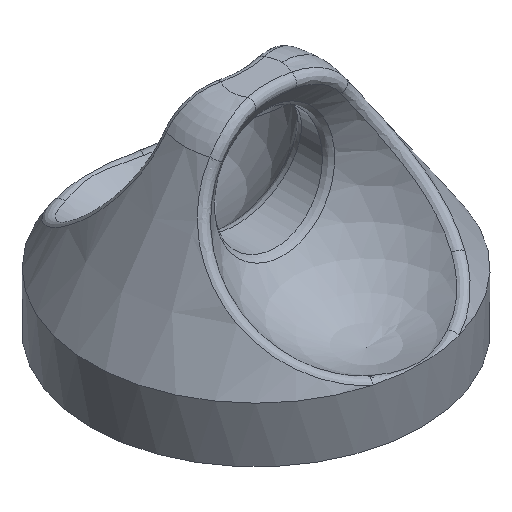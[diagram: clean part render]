
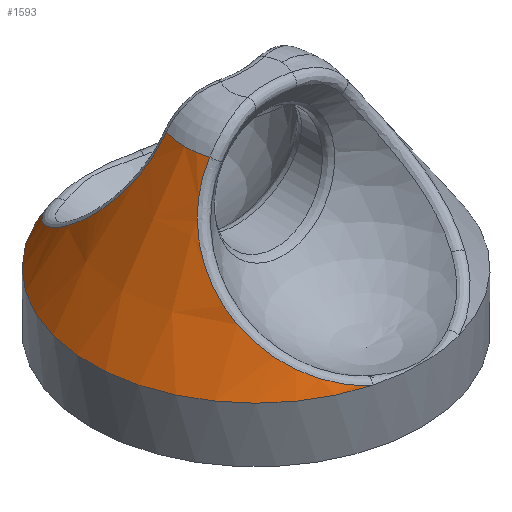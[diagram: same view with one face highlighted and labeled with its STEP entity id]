
A CAD part, isometric view. The second image highlights one B-rep face of the part: STEP entity #1593.
In plain terms, the highlighted conical face has half-angle 33.69 degrees and reference radius 12 mm.
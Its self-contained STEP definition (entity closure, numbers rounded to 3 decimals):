
#450 = VERTEX_POINT('',#451);
#451 = CARTESIAN_POINT('',(-3.137,11.583,4.));
#524 = VERTEX_POINT('',#525);
#525 = CARTESIAN_POINT('',(-4.943,1.574,
    14.219));
#531 = EDGE_CURVE('',#450,#524,#532,.T.);
#532 = ( BOUNDED_CURVE() B_SPLINE_CURVE(10,(#533,#534,#535,#536,#537,
    #538,#539,#540,#541,#542,#543,#544,#545,#546,#547,#548,#549,#550,
    #551,#552,#553,#554,#555,#556,#557,#558,#559,#560,#561),
.UNSPECIFIED.,.F.,.F.) B_SPLINE_CURVE_WITH_KNOTS((11,9,9,11),(
    9.841,17.272,22.125,25.683),
.UNSPECIFIED.) CURVE() GEOMETRIC_REPRESENTATION_ITEM() 
RATIONAL_B_SPLINE_CURVE((1.,1.,1.,1.,1.,1.,1.,1.
    ,1.,1.,1.,1.,1.,1.,1.,1.,1.,1.,1.,1.,1.,1.,1.,1.,1.,1.,1.,1.,1.)) 
REPRESENTATION_ITEM('') );
#533 = CARTESIAN_POINT('',(-3.137,11.583,4.));
#534 = CARTESIAN_POINT('',(-3.994,11.22,
    4.189));
#535 = CARTESIAN_POINT('',(-4.781,10.755,
    4.435));
#536 = CARTESIAN_POINT('',(-5.478,10.208,
    4.732));
#537 = CARTESIAN_POINT('',(-6.072,9.6,5.072)
  );
#538 = CARTESIAN_POINT('',(-6.563,8.955,5.448
    ));
#539 = CARTESIAN_POINT('',(-6.952,8.291,5.856)
  );
#540 = CARTESIAN_POINT('',(-7.247,7.623,6.29
    ));
#541 = CARTESIAN_POINT('',(-7.452,6.961,6.747
    ));
#542 = CARTESIAN_POINT('',(-7.575,6.318,7.225
    ));
#543 = CARTESIAN_POINT('',(-7.653,5.298,8.048
    ));
#544 = CARTESIAN_POINT('',(-7.651,4.907,8.381
    ));
#545 = CARTESIAN_POINT('',(-7.619,4.529,8.722
    ));
#546 = CARTESIAN_POINT('',(-7.559,4.168,9.07
    ));
#547 = CARTESIAN_POINT('',(-7.472,3.824,9.425
    ));
#548 = CARTESIAN_POINT('',(-7.36,3.501,9.787)
  );
#549 = CARTESIAN_POINT('',(-7.225,3.2,
    10.156));
#550 = CARTESIAN_POINT('',(-7.069,2.923,
    10.531));
#551 = CARTESIAN_POINT('',(-6.894,2.672,
    10.911));
#552 = CARTESIAN_POINT('',(-6.56,2.285,11.581
    ));
#553 = CARTESIAN_POINT('',(-6.41,2.136,
    11.867));
#554 = CARTESIAN_POINT('',(-6.249,2.004,12.158
    ));
#555 = CARTESIAN_POINT('',(-6.086,1.886,
    12.444));
#556 = CARTESIAN_POINT('',(-5.901,1.789,
    12.75));
#557 = CARTESIAN_POINT('',(-5.734,1.706,
    13.027));
#558 = CARTESIAN_POINT('',(-5.531,1.646,
    13.343));
#559 = CARTESIAN_POINT('',(-5.35,1.602,13.623
    ));
#560 = CARTESIAN_POINT('',(-5.145,1.579,
    13.929));
#561 = CARTESIAN_POINT('',(-4.943,1.574,
    14.219));
#1538 = EDGE_CURVE('',#450,#1539,#1541,.T.);
#1539 = VERTEX_POINT('',#1540);
#1540 = CARTESIAN_POINT('',(-3.137,-11.583,4.));
#1541 = CIRCLE('',#1542,12.);
#1542 = AXIS2_PLACEMENT_3D('',#1543,#1544,#1545);
#1543 = CARTESIAN_POINT('',(0.,0.,4.));
#1544 = DIRECTION('',(-0.,0.,1.));
#1545 = DIRECTION('',(1.,0.,0.));
#1593 = ADVANCED_FACE('',(#1594),#1634,.T.);
#1594 = FACE_BOUND('',#1595,.T.);
#1595 = EDGE_LOOP('',(#1596,#1597,#1626,#1633));
#1596 = ORIENTED_EDGE('',*,*,#1538,.T.);
#1597 = ORIENTED_EDGE('',*,*,#1598,.F.);
#1598 = EDGE_CURVE('',#1599,#1539,#1601,.T.);
#1599 = VERTEX_POINT('',#1600);
#1600 = CARTESIAN_POINT('',(-4.943,-1.574,
    14.219));
#1601 = ( BOUNDED_CURVE() B_SPLINE_CURVE(12,(#1602,#1603,#1604,#1605,
    #1606,#1607,#1608,#1609,#1610,#1611,#1612,#1613,#1614,#1615,#1616,
    #1617,#1618,#1619,#1620,#1621,#1622,#1623,#1624,#1625),
.UNSPECIFIED.,.F.,.F.) B_SPLINE_CURVE_WITH_KNOTS((13,11,13),(
    23.106,31.521,38.951),.UNSPECIFIED.) 
CURVE() GEOMETRIC_REPRESENTATION_ITEM() RATIONAL_B_SPLINE_CURVE((1.,1.,
    1.,1.,1.,1.,1.,1.,1.,1.,1.,1.,1.,1.,1.,
    1.,1.,1.,1.,
    1.,1.,1.,1.,1.)) 
REPRESENTATION_ITEM('') );
#1602 = CARTESIAN_POINT('',(-4.943,-1.574,
    14.219));
#1603 = CARTESIAN_POINT('',(-5.338,-1.583,
    13.649));
#1604 = CARTESIAN_POINT('',(-5.726,-1.662,
    13.056));
#1605 = CARTESIAN_POINT('',(-6.089,-1.824,
    12.464));
#1606 = CARTESIAN_POINT('',(-6.414,-2.042,
    11.908));
#1607 = CARTESIAN_POINT('',(-6.744,-2.345,
    11.302));
#1608 = CARTESIAN_POINT('',(-6.991,-2.683,
    10.79));
#1609 = CARTESIAN_POINT('',(-7.245,-3.093,
    10.212));
#1610 = CARTESIAN_POINT('',(-7.421,-3.54,9.701
    ));
#1611 = CARTESIAN_POINT('',(-7.563,-4.033,
    9.178));
#1612 = CARTESIAN_POINT('',(-7.645,-4.562,
    8.678));
#1613 = CARTESIAN_POINT('',(-7.666,-5.12,
    8.191));
#1614 = CARTESIAN_POINT('',(-7.582,-6.217,
    7.307));
#1615 = CARTESIAN_POINT('',(-7.491,-6.749,
    6.906));
#1616 = CARTESIAN_POINT('',(-7.345,-7.294,
    6.518));
#1617 = CARTESIAN_POINT('',(-7.14,-7.847,
    6.146));
#1618 = CARTESIAN_POINT('',(-6.872,-8.402,
    5.791));
#1619 = CARTESIAN_POINT('',(-6.539,-8.952,
    5.455));
#1620 = CARTESIAN_POINT('',(-6.138,-9.488,
    5.14));
#1621 = CARTESIAN_POINT('',(-5.666,-10.,
    4.849));
#1622 = CARTESIAN_POINT('',(-5.125,-10.478,
    4.585));
#1623 = CARTESIAN_POINT('',(-4.518,-10.909,
    4.354));
#1624 = CARTESIAN_POINT('',(-3.851,-11.281,
    4.157));
#1625 = CARTESIAN_POINT('',(-3.137,-11.583,4.));
#1626 = ORIENTED_EDGE('',*,*,#1627,.F.);
#1627 = EDGE_CURVE('',#524,#1599,#1628,.T.);
#1628 = CIRCLE('',#1629,5.187);
#1629 = AXIS2_PLACEMENT_3D('',#1630,#1631,#1632);
#1630 = CARTESIAN_POINT('',(0.,0.,14.219));
#1631 = DIRECTION('',(0.,0.,1.));
#1632 = DIRECTION('',(1.,0.,0.));
#1633 = ORIENTED_EDGE('',*,*,#531,.F.);
#1634 = CONICAL_SURFACE('',#1635,12.,0.588);
#1635 = AXIS2_PLACEMENT_3D('',#1636,#1637,#1638);
#1636 = CARTESIAN_POINT('',(0.,0.,4.));
#1637 = DIRECTION('',(0.,0.,-1.));
#1638 = DIRECTION('',(1.,0.,0.));
